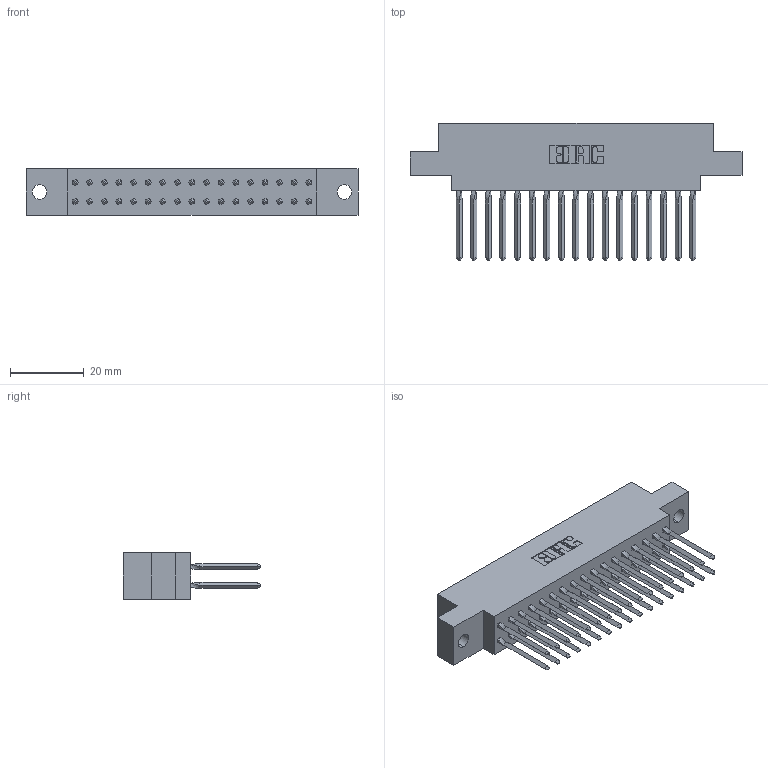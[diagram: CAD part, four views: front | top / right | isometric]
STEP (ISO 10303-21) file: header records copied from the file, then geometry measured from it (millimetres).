
FILE_DESCRIPTION (( 'STEP AP203' ), '1' );
FILE_NAME ('317-034-542-804.STEP', '2020-02-27T22:02:52', ( '' ), ( '' ), 'SwSTEP 2.0', 'SolidWorks 2016', '' );
FILE_SCHEMA (( 'CONFIG_CONTROL_DESIGN' ));
Length unit declared in the file: inch
Products named in the file (3): 317 Part_.156 Dia - TH; 317-290-003_542; 317-034-542-804
Assembly tree (35 placements, depth 2):
  317-034-542-804
    317 Part_.156 Dia - TH
    317-290-003_542  x34
Bounding box: 90.07 x 37.34 x 12.7 mm (x, y, z)
Volume: 13870.5 mm3; surface area: 18303.1 mm2
Topology: 35 solids, 35 shells, 2040 faces, 5715 edges, 3650 vertices
Faces by surface type: plane 1622, cylinder 282, bspline 136
Entity records: 27081 total; most frequent: CARTESIAN_POINT 4969, ORIENTED_EDGE 4632, DIRECTION 3940, EDGE_CURVE 2316, VECTOR 2146, LINE 2146, VERTEX_POINT 1538, AXIS2_PLACEMENT_3D 897
